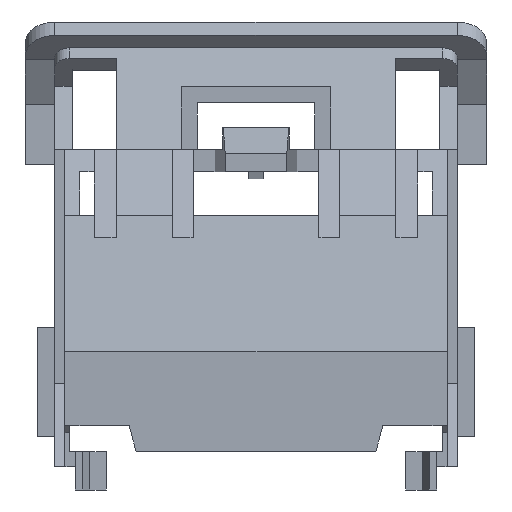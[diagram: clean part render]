
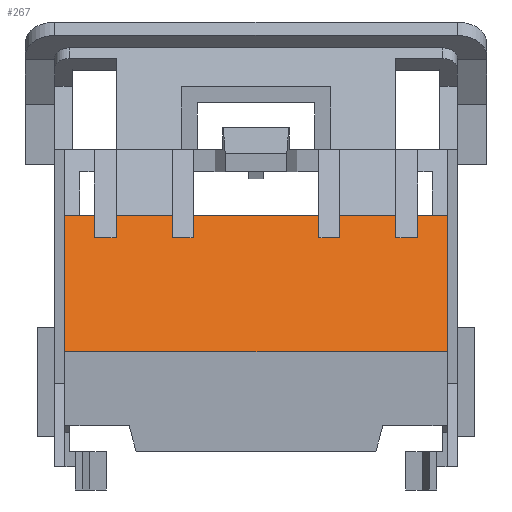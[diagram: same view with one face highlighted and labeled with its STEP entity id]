
A CAD part, left-side view. The second image highlights one B-rep face of the part: STEP entity #267.
In plain terms, the highlighted planar face has unit normal (-0.586, 0, 0.81).
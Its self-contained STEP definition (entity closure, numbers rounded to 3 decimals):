
#104=FACE_OUTER_BOUND('',#590,.T.);
#267=ADVANCED_FACE('',(#104),#430,.F.);
#430=PLANE('',#3680);
#590=EDGE_LOOP('',(#1124,#1125,#1126,#1127,#1128,#1129,#1130,#1131,#1132,
#1133,#1134,#1135,#1136,#1137,#1138,#1139,#1140,#1141,#1142,#1143));
#1124=ORIENTED_EDGE('',*,*,#2415,.T.);
#1125=ORIENTED_EDGE('',*,*,#2388,.T.);
#1126=ORIENTED_EDGE('',*,*,#2422,.T.);
#1127=ORIENTED_EDGE('',*,*,#2423,.F.);
#1128=ORIENTED_EDGE('',*,*,#2419,.T.);
#1129=ORIENTED_EDGE('',*,*,#2424,.F.);
#1130=ORIENTED_EDGE('',*,*,#2425,.F.);
#1131=ORIENTED_EDGE('',*,*,#2426,.T.);
#1132=ORIENTED_EDGE('',*,*,#2427,.T.);
#1133=ORIENTED_EDGE('',*,*,#2428,.T.);
#1134=ORIENTED_EDGE('',*,*,#2429,.T.);
#1135=ORIENTED_EDGE('',*,*,#2430,.F.);
#1136=ORIENTED_EDGE('',*,*,#2431,.F.);
#1137=ORIENTED_EDGE('',*,*,#2432,.T.);
#1138=ORIENTED_EDGE('',*,*,#2433,.F.);
#1139=ORIENTED_EDGE('',*,*,#2434,.T.);
#1140=ORIENTED_EDGE('',*,*,#2435,.T.);
#1141=ORIENTED_EDGE('',*,*,#2436,.F.);
#1142=ORIENTED_EDGE('',*,*,#2437,.T.);
#1143=ORIENTED_EDGE('',*,*,#2268,.F.);
#1895=VERTEX_POINT('',#5021);
#1896=VERTEX_POINT('',#5023);
#1987=VERTEX_POINT('',#5255);
#1988=VERTEX_POINT('',#5257);
#2008=VERTEX_POINT('',#5313);
#2009=VERTEX_POINT('',#5314);
#2010=VERTEX_POINT('',#5319);
#2011=VERTEX_POINT('',#5322);
#2012=VERTEX_POINT('',#5324);
#2013=VERTEX_POINT('',#5326);
#2014=VERTEX_POINT('',#5328);
#2015=VERTEX_POINT('',#5330);
#2016=VERTEX_POINT('',#5332);
#2017=VERTEX_POINT('',#5334);
#2018=VERTEX_POINT('',#5336);
#2019=VERTEX_POINT('',#5338);
#2020=VERTEX_POINT('',#5340);
#2021=VERTEX_POINT('',#5342);
#2022=VERTEX_POINT('',#5344);
#2023=VERTEX_POINT('',#5346);
#2268=EDGE_CURVE('',#1895,#1896,#2787,.T.);
#2388=EDGE_CURVE('',#1988,#1987,#2902,.T.);
#2415=EDGE_CURVE('',#1895,#1988,#2929,.T.);
#2419=EDGE_CURVE('',#2008,#2009,#2933,.T.);
#2422=EDGE_CURVE('',#1987,#2010,#2936,.T.);
#2423=EDGE_CURVE('',#2008,#2010,#2937,.T.);
#2424=EDGE_CURVE('',#2011,#2009,#2938,.T.);
#2425=EDGE_CURVE('',#2012,#2011,#2939,.T.);
#2426=EDGE_CURVE('',#2012,#2013,#2940,.T.);
#2427=EDGE_CURVE('',#2013,#2014,#2941,.T.);
#2428=EDGE_CURVE('',#2014,#2015,#2942,.T.);
#2429=EDGE_CURVE('',#2015,#2016,#2943,.T.);
#2430=EDGE_CURVE('',#2017,#2016,#2944,.T.);
#2431=EDGE_CURVE('',#2018,#2017,#2945,.T.);
#2432=EDGE_CURVE('',#2018,#2019,#2946,.T.);
#2433=EDGE_CURVE('',#2020,#2019,#2947,.T.);
#2434=EDGE_CURVE('',#2020,#2021,#2948,.T.);
#2435=EDGE_CURVE('',#2021,#2022,#2949,.T.);
#2436=EDGE_CURVE('',#2023,#2022,#2950,.T.);
#2437=EDGE_CURVE('',#2023,#1896,#2951,.T.);
#2787=LINE('',#5022,#3295);
#2902=LINE('',#5256,#3410);
#2929=LINE('',#5305,#3437);
#2933=LINE('',#5312,#3441);
#2936=LINE('',#5318,#3444);
#2937=LINE('',#5320,#3445);
#2938=LINE('',#5321,#3446);
#2939=LINE('',#5323,#3447);
#2940=LINE('',#5325,#3448);
#2941=LINE('',#5327,#3449);
#2942=LINE('',#5329,#3450);
#2943=LINE('',#5331,#3451);
#2944=LINE('',#5333,#3452);
#2945=LINE('',#5335,#3453);
#2946=LINE('',#5337,#3454);
#2947=LINE('',#5339,#3455);
#2948=LINE('',#5341,#3456);
#2949=LINE('',#5343,#3457);
#2950=LINE('',#5345,#3458);
#2951=LINE('',#5347,#3459);
#3295=VECTOR('',#4033,1.);
#3410=VECTOR('',#4202,1.);
#3437=VECTOR('',#4237,1.);
#3441=VECTOR('',#4243,1.);
#3444=VECTOR('',#4248,1.);
#3445=VECTOR('',#4249,1.);
#3446=VECTOR('',#4250,1.);
#3447=VECTOR('',#4251,1.);
#3448=VECTOR('',#4252,1.);
#3449=VECTOR('',#4253,1.);
#3450=VECTOR('',#4254,1.);
#3451=VECTOR('',#4255,1.);
#3452=VECTOR('',#4256,1.);
#3453=VECTOR('',#4257,1.);
#3454=VECTOR('',#4258,1.);
#3455=VECTOR('',#4259,1.);
#3456=VECTOR('',#4260,1.);
#3457=VECTOR('',#4261,1.);
#3458=VECTOR('',#4262,1.);
#3459=VECTOR('',#4263,1.);
#3680=AXIS2_PLACEMENT_3D('',#5348,#4264,#4265);
#4033=DIRECTION('',(0.81,0.,0.586));
#4202=DIRECTION('',(0.81,0.,0.586));
#4237=DIRECTION('',(0.,-1.,0.));
#4243=DIRECTION('',(0.,1.,0.));
#4248=DIRECTION('',(0.,1.,0.));
#4249=DIRECTION('',(0.81,0.,0.586));
#4250=DIRECTION('',(-0.81,0.,-0.586));
#4251=DIRECTION('',(0.,-1.,0.));
#4252=DIRECTION('',(-0.81,0.,-0.586));
#4253=DIRECTION('',(0.,1.,0.));
#4254=DIRECTION('',(0.81,0.,0.586));
#4255=DIRECTION('',(0.,1.,0.));
#4256=DIRECTION('',(0.81,0.,0.586));
#4257=DIRECTION('',(0.,-1.,0.));
#4258=DIRECTION('',(0.81,0.,0.586));
#4259=DIRECTION('',(0.,-1.,0.));
#4260=DIRECTION('',(-0.81,0.,-0.586));
#4261=DIRECTION('',(0.,1.,0.));
#4262=DIRECTION('',(-0.81,0.,-0.586));
#4263=DIRECTION('',(0.,1.,0.));
#4264=DIRECTION('',(0.586,0.,-0.81));
#4265=DIRECTION('',(-0.81,0.,-0.586));
#5021=CARTESIAN_POINT('',(-0.276,27.022,5.358));
#5022=CARTESIAN_POINT('',(21.421,27.022,21.055));
#5023=CARTESIAN_POINT('',(12.568,27.022,14.65));
#5255=CARTESIAN_POINT('',(12.568,0.922,14.65));
#5256=CARTESIAN_POINT('',(-5.567,0.922,1.53));
#5257=CARTESIAN_POINT('',(-0.276,0.922,5.358));
#5305=CARTESIAN_POINT('',(-0.276,27.722,5.358));
#5312=CARTESIAN_POINT('',(10.484,-10.528,13.142));
#5313=CARTESIAN_POINT('',(10.484,2.922,13.142));
#5314=CARTESIAN_POINT('',(10.484,4.422,13.142));
#5318=CARTESIAN_POINT('',(12.568,19.672,14.65));
#5319=CARTESIAN_POINT('',(12.568,2.922,14.65));
#5320=CARTESIAN_POINT('',(-5.567,2.922,1.53));
#5321=CARTESIAN_POINT('',(-5.567,4.422,1.53));
#5322=CARTESIAN_POINT('',(12.568,4.422,14.65));
#5323=CARTESIAN_POINT('',(12.568,259.312,14.65));
#5324=CARTESIAN_POINT('',(12.568,8.272,14.65));
#5325=CARTESIAN_POINT('',(-5.567,8.272,1.53));
#5326=CARTESIAN_POINT('',(10.484,8.272,13.142));
#5327=CARTESIAN_POINT('',(10.484,-5.178,13.142));
#5328=CARTESIAN_POINT('',(10.484,9.672,13.142));
#5329=CARTESIAN_POINT('',(24.689,9.672,23.419));
#5330=CARTESIAN_POINT('',(12.568,9.672,14.65));
#5331=CARTESIAN_POINT('',(12.568,19.672,14.65));
#5332=CARTESIAN_POINT('',(12.568,18.272,14.65));
#5333=CARTESIAN_POINT('',(-5.567,18.272,1.53));
#5334=CARTESIAN_POINT('',(10.484,18.272,13.142));
#5335=CARTESIAN_POINT('',(10.484,259.312,13.142));
#5336=CARTESIAN_POINT('',(10.484,19.672,13.142));
#5337=CARTESIAN_POINT('',(15.866,19.672,17.036));
#5338=CARTESIAN_POINT('',(12.568,19.672,14.65));
#5339=CARTESIAN_POINT('',(12.568,259.312,14.65));
#5340=CARTESIAN_POINT('',(12.568,23.522,14.65));
#5341=CARTESIAN_POINT('',(1.776,23.522,6.842));
#5342=CARTESIAN_POINT('',(10.484,23.522,13.142));
#5343=CARTESIAN_POINT('',(10.484,10.172,13.142));
#5344=CARTESIAN_POINT('',(10.484,25.022,13.142));
#5345=CARTESIAN_POINT('',(-5.567,25.022,1.53));
#5346=CARTESIAN_POINT('',(12.568,25.022,14.65));
#5347=CARTESIAN_POINT('',(12.568,19.672,14.65));
#5348=CARTESIAN_POINT('',(-5.567,259.312,1.53));
